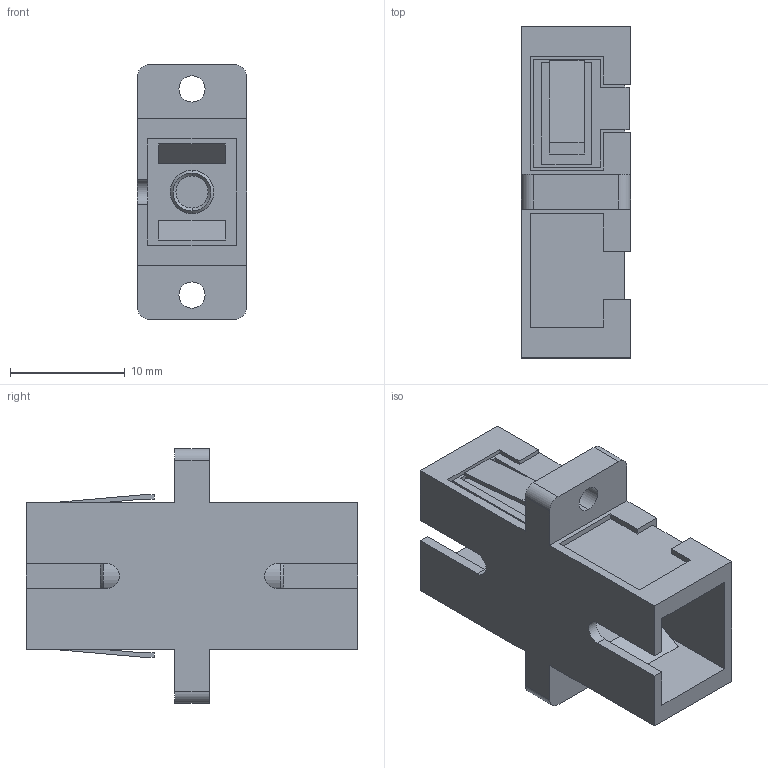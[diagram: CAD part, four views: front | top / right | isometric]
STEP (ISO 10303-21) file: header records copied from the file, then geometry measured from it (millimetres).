
FILE_DESCRIPTION (( 'STEP AP214' ), '1' );
FILE_NAME ('FOA-002MA.STEP', '2019-01-08T12:48:30', ( '' ), ( '' ), 'SwSTEP 2.0', 'SolidWorks 2017', '' );
FILE_SCHEMA (( 'AUTOMOTIVE_DESIGN' ));
Length unit declared in the file: inch
Products named in the file (2): FOA-002MA
Assembly tree (1 placements, depth 2):
  FOA-002MA
    FOA-002MA
Bounding box: 9.53 x 28.96 x 22.23 mm (x, y, z)
Volume: 1960.2 mm3; surface area: 3585.2 mm2
Topology: 1 solids, 1 shells, 158 faces, 432 edges, 284 vertices
Faces by surface type: plane 132, cylinder 18, cone 8
Entity records: 7056 total; most frequent: CARTESIAN_POINT 878, ORIENTED_EDGE 864, DIRECTION 796, EDGE_CURVE 432, VECTOR 392, LINE 392, VERTEX_POINT 284, AXIS2_PLACEMENT_3D 202
